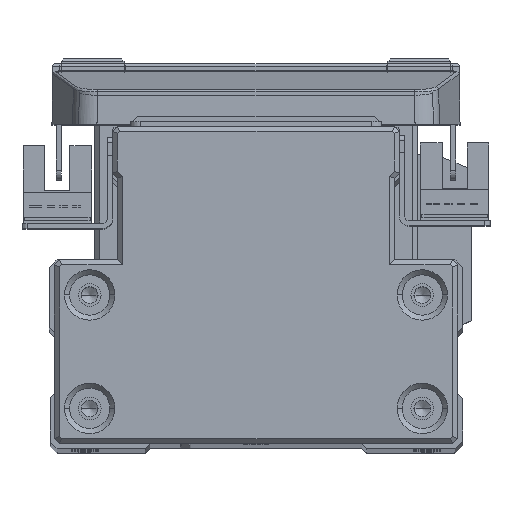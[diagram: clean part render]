
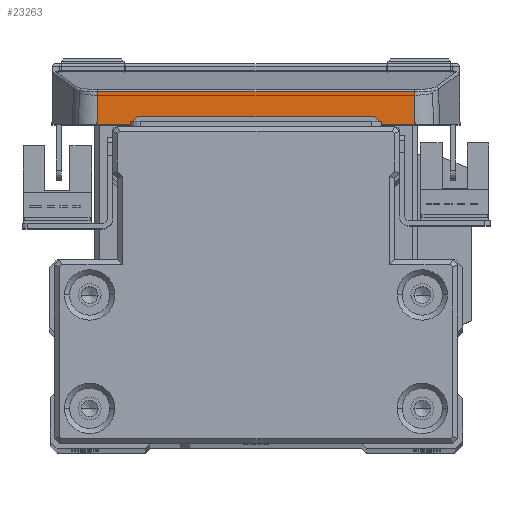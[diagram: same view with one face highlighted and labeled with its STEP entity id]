
A CAD part, top view. The second image highlights one B-rep face of the part: STEP entity #23263.
In plain terms, the highlighted planar face has unit normal (0, 0.009, 1).
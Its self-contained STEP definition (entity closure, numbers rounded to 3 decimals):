
#89 = ORIENTED_EDGE ( 'NONE', *, *, #33693, .T. ) ;
#660 = DIRECTION ( 'NONE',  ( 1., 0., 0. ) ) ;
#903 = VERTEX_POINT ( 'NONE', #3483 ) ;
#1047 = VERTEX_POINT ( 'NONE', #18428 ) ;
#1265 = LINE ( 'NONE', #9430, #27900 ) ;
#1653 = EDGE_CURVE ( 'NONE', #25427, #26911, #23598, .T. ) ;
#1843 = CARTESIAN_POINT ( 'NONE',  ( 25., 0., 67.5 ) ) ;
#3483 = CARTESIAN_POINT ( 'NONE',  ( 31.413, 6.399, 67.444 ) ) ;
#3543 = CARTESIAN_POINT ( 'NONE',  ( -23.5, 1.5, 67.487 ) ) ;
#3711 = CARTESIAN_POINT ( 'NONE',  ( 23.5, 1.5, 67.487 ) ) ;
#5081 = CARTESIAN_POINT ( 'NONE',  ( 40.5, 1.5, 67.487 ) ) ;
#5371 = LINE ( 'NONE', #15464, #19893 ) ;
#6020 = DIRECTION ( 'NONE',  ( -0.025, -1., 0.009 ) ) ;
#6374 = ORIENTED_EDGE ( 'NONE', *, *, #29636, .T. ) ;
#7205 = EDGE_CURVE ( 'NONE', #903, #27298, #19216, .T. ) ;
#8542 = DIRECTION ( 'NONE',  ( 0., -1., 0.009 ) ) ;
#8836 = DIRECTION ( 'NONE',  ( 1., 0., 0. ) ) ;
#9196 = VECTOR ( 'NONE', #28720, 1000. ) ;
#9430 = CARTESIAN_POINT ( 'NONE',  ( -25., 0., 67.5 ) ) ;
#9514 = VECTOR ( 'NONE', #8836, 1000. ) ;
#10549 = EDGE_CURVE ( 'NONE', #25559, #31215, #11044, .T. ) ;
#11044 = LINE ( 'NONE', #33887, #32204 ) ;
#11098 = CARTESIAN_POINT ( 'NONE',  ( 40.5, 0., 67.5 ) ) ;
#13167 = ORIENTED_EDGE ( 'NONE', *, *, #28565, .T. ) ;
#13940 = AXIS2_PLACEMENT_3D ( 'NONE', #11098, #24555, #8542 ) ;
#15464 = CARTESIAN_POINT ( 'NONE',  ( 40.5, 6.399, 67.444 ) ) ;
#15728 = CARTESIAN_POINT ( 'NONE',  ( 31.576, -0.159, 67.501 ) ) ;
#16158 = ORIENTED_EDGE ( 'NONE', *, *, #10549, .T. ) ;
#16325 = CARTESIAN_POINT ( 'NONE',  ( -31.413, 6.399, 67.444 ) ) ;
#16524 = CARTESIAN_POINT ( 'NONE',  ( 31.572, 0., 67.5 ) ) ;
#16925 = VECTOR ( 'NONE', #6020, 1000. ) ;
#16955 = ORIENTED_EDGE ( 'NONE', *, *, #1653, .T. ) ;
#18127 = DIRECTION ( 'NONE',  ( 0.707, -0.707, 0.006 ) ) ;
#18428 = CARTESIAN_POINT ( 'NONE',  ( -31.413, 6.399, 67.444 ) ) ;
#19216 = LINE ( 'NONE', #15728, #32914 ) ;
#19411 = EDGE_CURVE ( 'NONE', #24093, #25559, #30359, .T. ) ;
#19893 = VECTOR ( 'NONE', #23346, 1000. ) ;
#20628 = DIRECTION ( 'NONE',  ( 0.025, -1., 0.009 ) ) ;
#21557 = CARTESIAN_POINT ( 'NONE',  ( -31.572, 0., 67.5 ) ) ;
#22944 = CARTESIAN_POINT ( 'NONE',  ( -25., 0., 67.5 ) ) ;
#23263 = ADVANCED_FACE ( 'NONE', ( #31539 ), #24588, .T. ) ;
#23346 = DIRECTION ( 'NONE',  ( -1., 0., 0. ) ) ;
#23598 = LINE ( 'NONE', #33199, #9514 ) ;
#23965 = EDGE_LOOP ( 'NONE', ( #24807, #16955, #89, #29796, #16158, #13167, #33847, #6374 ) ) ;
#24093 = VERTEX_POINT ( 'NONE', #3543 ) ;
#24101 = CARTESIAN_POINT ( 'NONE',  ( 0., 0., 67.5 ) ) ;
#24555 = DIRECTION ( 'NONE',  ( 0., 0.009, 1. ) ) ;
#24588 = PLANE ( 'NONE',  #13940 ) ;
#24807 = ORIENTED_EDGE ( 'NONE', *, *, #30166, .T. ) ;
#25427 = VERTEX_POINT ( 'NONE', #21557 ) ;
#25559 = VERTEX_POINT ( 'NONE', #3711 ) ;
#26911 = VERTEX_POINT ( 'NONE', #22944 ) ;
#27298 = VERTEX_POINT ( 'NONE', #16524 ) ;
#27489 = DIRECTION ( 'NONE',  ( 0.707, 0.707, -0.006 ) ) ;
#27879 = VECTOR ( 'NONE', #660, 1000. ) ;
#27900 = VECTOR ( 'NONE', #27489, 1000. ) ;
#28565 = EDGE_CURVE ( 'NONE', #31215, #27298, #34109, .T. ) ;
#28720 = DIRECTION ( 'NONE',  ( 1., 0., 0. ) ) ;
#29636 = EDGE_CURVE ( 'NONE', #903, #1047, #5371, .T. ) ;
#29796 = ORIENTED_EDGE ( 'NONE', *, *, #19411, .T. ) ;
#30166 = EDGE_CURVE ( 'NONE', #1047, #25427, #31881, .T. ) ;
#30359 = LINE ( 'NONE', #5081, #9196 ) ;
#31215 = VERTEX_POINT ( 'NONE', #1843 ) ;
#31539 = FACE_OUTER_BOUND ( 'NONE', #23965, .T. ) ;
#31881 = LINE ( 'NONE', #16325, #16925 ) ;
#32204 = VECTOR ( 'NONE', #18127, 1000. ) ;
#32914 = VECTOR ( 'NONE', #20628, 1000. ) ;
#33199 = CARTESIAN_POINT ( 'NONE',  ( 0., 0., 67.5 ) ) ;
#33693 = EDGE_CURVE ( 'NONE', #26911, #24093, #1265, .T. ) ;
#33847 = ORIENTED_EDGE ( 'NONE', *, *, #7205, .F. ) ;
#33887 = CARTESIAN_POINT ( 'NONE',  ( 23.5, 1.5, 67.487 ) ) ;
#34109 = LINE ( 'NONE', #24101, #27879 ) ;
